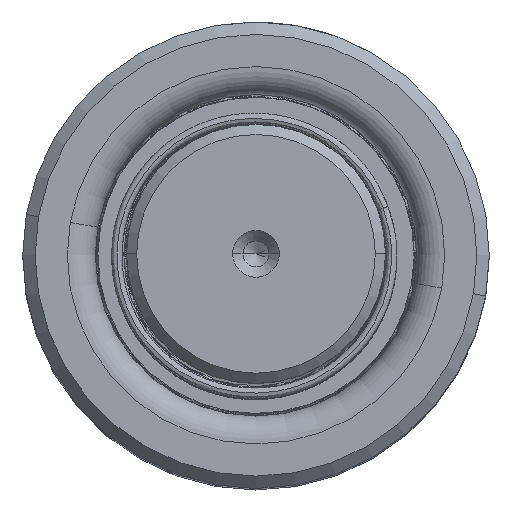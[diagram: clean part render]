
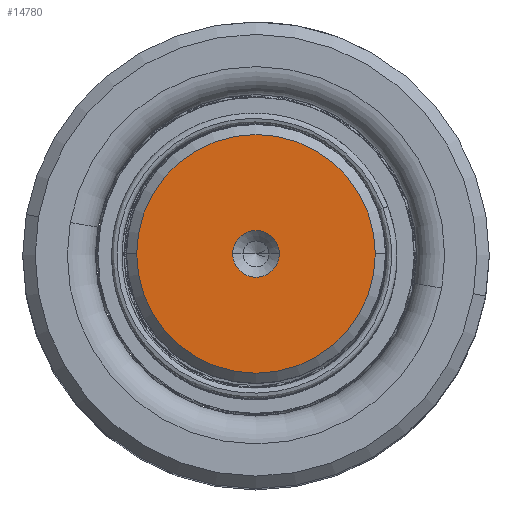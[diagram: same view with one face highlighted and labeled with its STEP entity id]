
A CAD part, top view. The second image highlights one B-rep face of the part: STEP entity #14780.
In plain terms, the highlighted planar face has unit normal (0, 0, 1).
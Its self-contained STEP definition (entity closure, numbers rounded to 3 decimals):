
#343 = VERTEX_POINT ( 'NONE', #28683 ) ;
#581 = DIRECTION ( 'NONE',  ( 1., 0., 0. ) ) ;
#898 = VERTEX_POINT ( 'NONE', #51824 ) ;
#944 = EDGE_LOOP ( 'NONE', ( #19139, #3471 ) ) ;
#1931 = AXIS2_PLACEMENT_3D ( 'NONE', #41605, #20280, #33488 ) ;
#3471 = ORIENTED_EDGE ( 'NONE', *, *, #24498, .F. ) ;
#5551 = DIRECTION ( 'NONE',  ( 1., 0., 0. ) ) ;
#9551 = CARTESIAN_POINT ( 'NONE',  ( 0., 0., 160. ) ) ;
#10639 = AXIS2_PLACEMENT_3D ( 'NONE', #34502, #55659, #51285 ) ;
#11756 = ORIENTED_EDGE ( 'NONE', *, *, #47361, .T. ) ;
#12439 = EDGE_CURVE ( 'NONE', #54393, #898, #30540, .T. ) ;
#12959 = DIRECTION ( 'NONE',  ( 0., 0., 1. ) ) ;
#14150 = ORIENTED_EDGE ( 'NONE', *, *, #36237, .T. ) ;
#14287 = DIRECTION ( 'NONE',  ( 0., 0., 1. ) ) ;
#14780 = ADVANCED_FACE ( 'NONE', ( #20286, #50634 ), #17290, .T. ) ;
#15911 = VERTEX_POINT ( 'NONE', #17203 ) ;
#17203 = CARTESIAN_POINT ( 'NONE',  ( -11.509, 0., 160. ) ) ;
#17290 = PLANE ( 'NONE',  #10639 ) ;
#17673 = CARTESIAN_POINT ( 'NONE',  ( 0., 0., 160. ) ) ;
#19139 = ORIENTED_EDGE ( 'NONE', *, *, #12439, .F. ) ;
#20280 = DIRECTION ( 'NONE',  ( 0., 0., 1. ) ) ;
#20286 = FACE_BOUND ( 'NONE', #944, .T. ) ;
#24498 = EDGE_CURVE ( 'NONE', #898, #54393, #33001, .T. ) ;
#24747 = EDGE_LOOP ( 'NONE', ( #14150, #11756 ) ) ;
#27148 = AXIS2_PLACEMENT_3D ( 'NONE', #17673, #12959, #581 ) ;
#28683 = CARTESIAN_POINT ( 'NONE',  ( 11.509, 0., 160. ) ) ;
#30540 = CIRCLE ( 'NONE', #30562, 2.25 ) ;
#30562 = AXIS2_PLACEMENT_3D ( 'NONE', #46761, #33403, #46584 ) ;
#30977 = CIRCLE ( 'NONE', #1931, 11.509 ) ;
#33001 = CIRCLE ( 'NONE', #27148, 2.25 ) ;
#33403 = DIRECTION ( 'NONE',  ( 0., 0., 1. ) ) ;
#33488 = DIRECTION ( 'NONE',  ( 1., 0., 0. ) ) ;
#34502 = CARTESIAN_POINT ( 'NONE',  ( 0., 0., 160. ) ) ;
#35922 = CARTESIAN_POINT ( 'NONE',  ( 2.25, 0., 160. ) ) ;
#36237 = EDGE_CURVE ( 'NONE', #15911, #343, #55168, .T. ) ;
#41605 = CARTESIAN_POINT ( 'NONE',  ( 0., 0., 160. ) ) ;
#46584 = DIRECTION ( 'NONE',  ( 1., 0., 0. ) ) ;
#46761 = CARTESIAN_POINT ( 'NONE',  ( 0., 0., 160. ) ) ;
#47361 = EDGE_CURVE ( 'NONE', #343, #15911, #30977, .T. ) ;
#50634 = FACE_OUTER_BOUND ( 'NONE', #24747, .T. ) ;
#51285 = DIRECTION ( 'NONE',  ( 1., 0., 0. ) ) ;
#51824 = CARTESIAN_POINT ( 'NONE',  ( -2.25, 0., 160. ) ) ;
#54104 = AXIS2_PLACEMENT_3D ( 'NONE', #9551, #14287, #5551 ) ;
#54393 = VERTEX_POINT ( 'NONE', #35922 ) ;
#55168 = CIRCLE ( 'NONE', #54104, 11.509 ) ;
#55659 = DIRECTION ( 'NONE',  ( 0., 0., 1. ) ) ;
